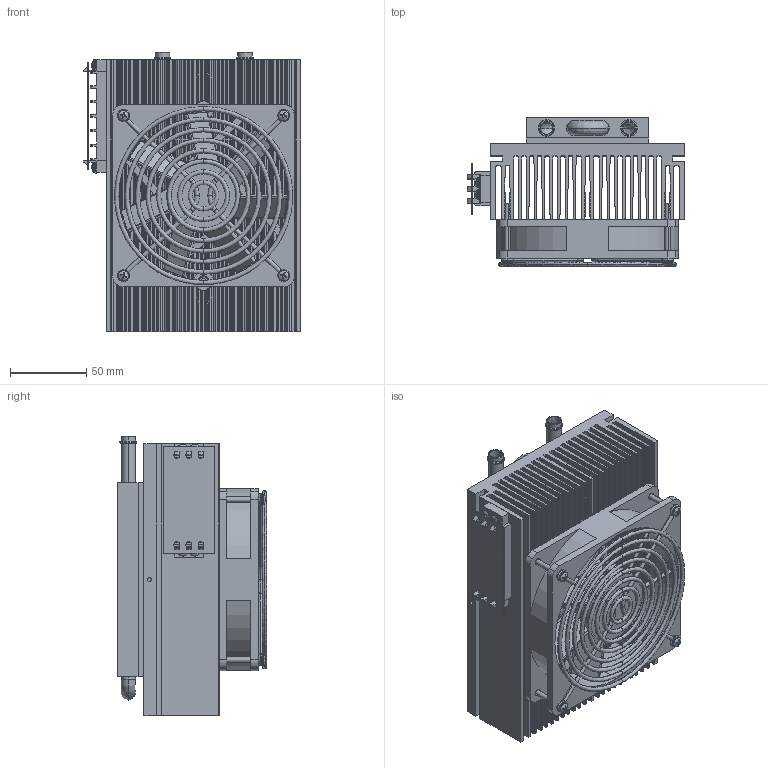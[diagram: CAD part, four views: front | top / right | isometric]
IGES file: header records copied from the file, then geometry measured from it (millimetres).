
Start section: 3D InterOp IGES (Version 21 0 3), Spatial Corp. Copyright (c) 1999-2007.
Global section: file name: export0.igs; native system: Spatial Corp.; preprocessor: 3D InterOp ACIS/IGES; author: Noname; organization: Noname; date: 20120918.110725; units: centimetre
Bounding box: 142.19 x 97.54 x 182.63 mm (x, y, z)
Surface area: 559693.6 mm2 (no closed solid volume)
Topology: 0 solids, 0 shells, 2003 faces, 10880 edges, 10880 vertices
Faces by surface type: extrusion 1449, revolution 546, bspline 8
